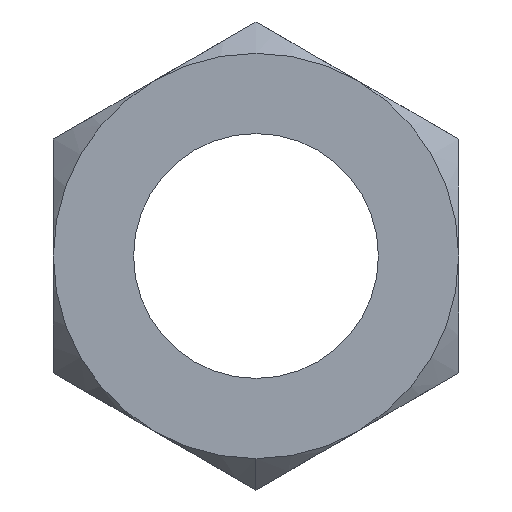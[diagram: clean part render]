
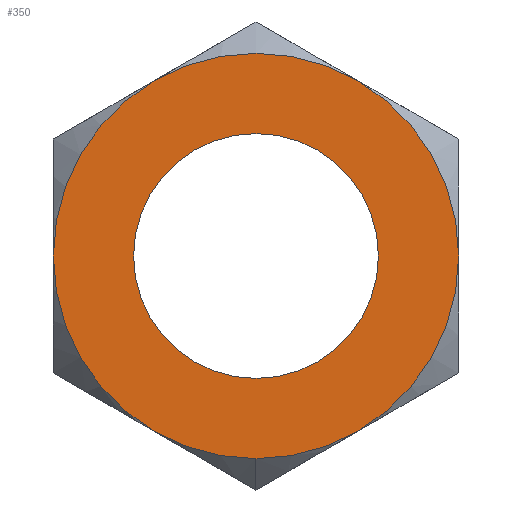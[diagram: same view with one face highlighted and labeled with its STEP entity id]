
A CAD part, front view. The second image highlights one B-rep face of the part: STEP entity #350.
In plain terms, the highlighted planar face has unit normal (0, -1, 0).
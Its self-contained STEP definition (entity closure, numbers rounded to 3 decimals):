
#9 = DIRECTION ( 'NONE',  ( 0., 0., 1. ) ) ;
#16 = ORIENTED_EDGE ( 'NONE', *, *, #20, .F. ) ;
#17 = CARTESIAN_POINT ( 'NONE',  ( 0., -4., 0. ) ) ;
#20 = EDGE_CURVE ( 'NONE', #339, #766, #200, .T. ) ;
#26 = EDGE_CURVE ( 'NONE', #469, #157, #708, .T. ) ;
#27 = CARTESIAN_POINT ( 'NONE',  ( 0., -4., 0. ) ) ;
#53 = FACE_BOUND ( 'NONE', #170, .T. ) ;
#65 = ORIENTED_EDGE ( 'NONE', *, *, #641, .F. ) ;
#78 = DIRECTION ( 'NONE',  ( 0., 0., 1. ) ) ;
#84 = DIRECTION ( 'NONE',  ( 0., 0., 1. ) ) ;
#106 = EDGE_CURVE ( 'NONE', #157, #469, #125, .T. ) ;
#120 = CARTESIAN_POINT ( 'NONE',  ( 0., -4., 0. ) ) ;
#124 = CIRCLE ( 'NONE', #428, 12. ) ;
#125 = CIRCLE ( 'NONE', #713, 7.25 ) ;
#131 = DIRECTION ( 'NONE',  ( 0., 1., 0. ) ) ;
#156 = ORIENTED_EDGE ( 'NONE', *, *, #26, .T. ) ;
#157 = VERTEX_POINT ( 'NONE', #408 ) ;
#161 = DIRECTION ( 'NONE',  ( 0., 0., 1. ) ) ;
#170 = EDGE_LOOP ( 'NONE', ( #215, #156 ) ) ;
#183 = DIRECTION ( 'NONE',  ( 0., 0., -1. ) ) ;
#194 = VERTEX_POINT ( 'NONE', #687 ) ;
#197 = CARTESIAN_POINT ( 'NONE',  ( -6., -4., -10.392 ) ) ;
#198 = AXIS2_PLACEMENT_3D ( 'NONE', #604, #204, #672 ) ;
#200 = CIRCLE ( 'NONE', #347, 12. ) ;
#204 = DIRECTION ( 'NONE',  ( 0., 1., 0. ) ) ;
#215 = ORIENTED_EDGE ( 'NONE', *, *, #106, .T. ) ;
#220 = AXIS2_PLACEMENT_3D ( 'NONE', #261, #726, #325 ) ;
#245 = AXIS2_PLACEMENT_3D ( 'NONE', #27, #474, #84 ) ;
#249 = CARTESIAN_POINT ( 'NONE',  ( 0., -4., -12. ) ) ;
#253 = CARTESIAN_POINT ( 'NONE',  ( 0., -4., 0. ) ) ;
#258 = VERTEX_POINT ( 'NONE', #624 ) ;
#261 = CARTESIAN_POINT ( 'NONE',  ( 0., -4., 0. ) ) ;
#265 = DIRECTION ( 'NONE',  ( 0., 1., 0. ) ) ;
#273 = CIRCLE ( 'NONE', #245, 12. ) ;
#303 = PLANE ( 'NONE',  #664 ) ;
#305 = CARTESIAN_POINT ( 'NONE',  ( 0., -4., 0. ) ) ;
#325 = DIRECTION ( 'NONE',  ( 0., 0., 1. ) ) ;
#339 = VERTEX_POINT ( 'NONE', #564 ) ;
#347 = AXIS2_PLACEMENT_3D ( 'NONE', #253, #718, #9 ) ;
#350 = ADVANCED_FACE ( 'NONE', ( #53, #717 ), #303, .F. ) ;
#363 = DIRECTION ( 'NONE',  ( 0., 0., 1. ) ) ;
#391 = CARTESIAN_POINT ( 'NONE',  ( -12., -4., 0. ) ) ;
#408 = CARTESIAN_POINT ( 'NONE',  ( 0., -4., 7.25 ) ) ;
#425 = ORIENTED_EDGE ( 'NONE', *, *, #771, .F. ) ;
#428 = AXIS2_PLACEMENT_3D ( 'NONE', #17, #465, #78 ) ;
#430 = ORIENTED_EDGE ( 'NONE', *, *, #489, .T. ) ;
#437 = AXIS2_PLACEMENT_3D ( 'NONE', #523, #131, #583 ) ;
#442 = CIRCLE ( 'NONE', #821, 12. ) ;
#445 = ORIENTED_EDGE ( 'NONE', *, *, #655, .F. ) ;
#465 = DIRECTION ( 'NONE',  ( 0., 1., 0. ) ) ;
#469 = VERTEX_POINT ( 'NONE', #570 ) ;
#474 = DIRECTION ( 'NONE',  ( 0., 1., 0. ) ) ;
#489 = EDGE_CURVE ( 'NONE', #194, #766, #442, .T. ) ;
#501 = AXIS2_PLACEMENT_3D ( 'NONE', #662, #265, #730 ) ;
#519 = VERTEX_POINT ( 'NONE', #249 ) ;
#520 = ORIENTED_EDGE ( 'NONE', *, *, #618, .F. ) ;
#523 = CARTESIAN_POINT ( 'NONE',  ( 0., -4., 0. ) ) ;
#530 = CARTESIAN_POINT ( 'NONE',  ( 12., -4., 0. ) ) ;
#562 = EDGE_LOOP ( 'NONE', ( #16, #425, #65, #642, #520, #445, #430 ) ) ;
#564 = CARTESIAN_POINT ( 'NONE',  ( 6., -4., 10.392 ) ) ;
#570 = CARTESIAN_POINT ( 'NONE',  ( 0., -4., -7.25 ) ) ;
#573 = DIRECTION ( 'NONE',  ( 0., -1., 0. ) ) ;
#583 = DIRECTION ( 'NONE',  ( 0., 0., 1. ) ) ;
#604 = CARTESIAN_POINT ( 'NONE',  ( 0., -4., 0. ) ) ;
#606 = CIRCLE ( 'NONE', #198, 12. ) ;
#616 = DIRECTION ( 'NONE',  ( 0., 1., 0. ) ) ;
#618 = EDGE_CURVE ( 'NONE', #519, #804, #124, .T. ) ;
#624 = CARTESIAN_POINT ( 'NONE',  ( -6., -4., 10.392 ) ) ;
#641 = EDGE_CURVE ( 'NONE', #757, #258, #273, .T. ) ;
#642 = ORIENTED_EDGE ( 'NONE', *, *, #751, .F. ) ;
#655 = EDGE_CURVE ( 'NONE', #194, #519, #606, .T. ) ;
#662 = CARTESIAN_POINT ( 'NONE',  ( 0., -4., 0. ) ) ;
#664 = AXIS2_PLACEMENT_3D ( 'NONE', #305, #764, #363 ) ;
#672 = DIRECTION ( 'NONE',  ( 0., 0., 1. ) ) ;
#681 = CIRCLE ( 'NONE', #220, 12. ) ;
#687 = CARTESIAN_POINT ( 'NONE',  ( 6., -4., -10.392 ) ) ;
#708 = CIRCLE ( 'NONE', #437, 7.25 ) ;
#713 = AXIS2_PLACEMENT_3D ( 'NONE', #809, #616, #161 ) ;
#717 = FACE_OUTER_BOUND ( 'NONE', #562, .T. ) ;
#718 = DIRECTION ( 'NONE',  ( 0., 1., 0. ) ) ;
#726 = DIRECTION ( 'NONE',  ( 0., 1., 0. ) ) ;
#730 = DIRECTION ( 'NONE',  ( 0., 0., 1. ) ) ;
#751 = EDGE_CURVE ( 'NONE', #804, #757, #681, .T. ) ;
#757 = VERTEX_POINT ( 'NONE', #391 ) ;
#764 = DIRECTION ( 'NONE',  ( 0., 1., 0. ) ) ;
#766 = VERTEX_POINT ( 'NONE', #530 ) ;
#771 = EDGE_CURVE ( 'NONE', #258, #339, #829, .T. ) ;
#804 = VERTEX_POINT ( 'NONE', #197 ) ;
#809 = CARTESIAN_POINT ( 'NONE',  ( 0., -4., 0. ) ) ;
#821 = AXIS2_PLACEMENT_3D ( 'NONE', #120, #573, #183 ) ;
#829 = CIRCLE ( 'NONE', #501, 12. ) ;
